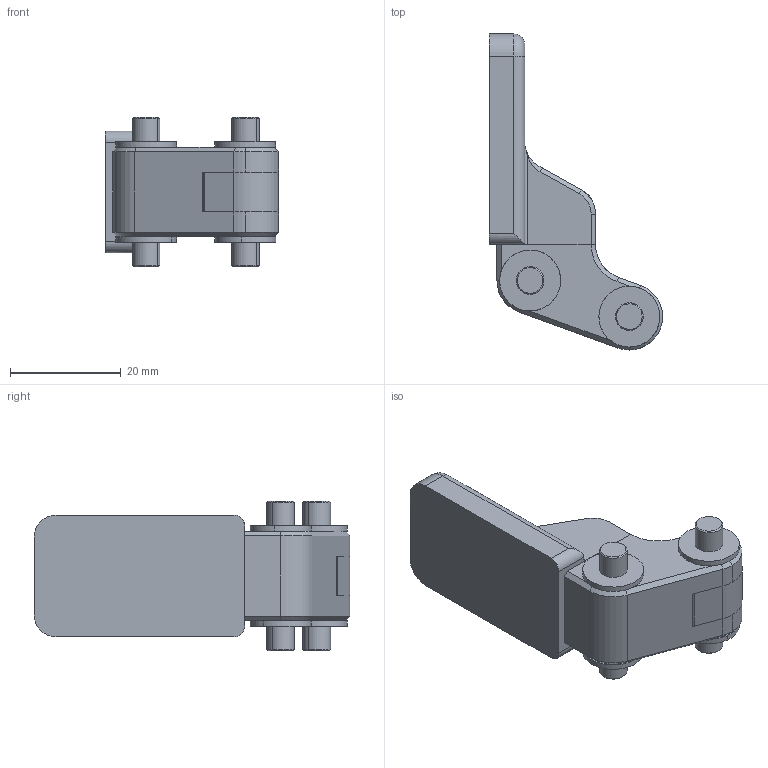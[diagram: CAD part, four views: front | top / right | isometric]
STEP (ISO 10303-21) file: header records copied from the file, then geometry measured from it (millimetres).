
FILE_DESCRIPTION (( 'STEP AP214' ), '1' );
FILE_NAME ('Right Finger.STEP', '2023-06-02T12:14:50', ( '' ), ( '' ), 'SwSTEP 2.0', 'SolidWorks 2022', '' );
FILE_SCHEMA (( 'AUTOMOTIVE_DESIGN' ));
Length unit declared in the file: millimetre
Products named in the file (3): Defeatured 2F-85 PAD OPEN_finger4.step.STEP; Right Finger; Defeatured 2F-85 PAD OPEN_fingertips.step.STEP
Assembly tree (2 placements, depth 2):
  Right Finger
    Defeatured 2F-85 PAD OPEN_finger4.step.STEP
    Defeatured 2F-85 PAD OPEN_fingertips.step.STEP
Bounding box: 31.26 x 57.02 x 27 mm (x, y, z)
Volume: 14498.6 mm3; surface area: 5872.1 mm2
Topology: 2 solids, 2 shells, 144 faces, 340 edges, 204 vertices
Faces by surface type: plane 62, cylinder 47, cone 25, torus 6, sphere 4
Full cylindrical faces by diameter (mm): 5.3 x1
Entity records: 4705 total; most frequent: CARTESIAN_POINT 920, DIRECTION 753, ORIENTED_EDGE 664, EDGE_CURVE 332, AXIS2_PLACEMENT_3D 286, VERTEX_POINT 202, LINE 181, VECTOR 181
